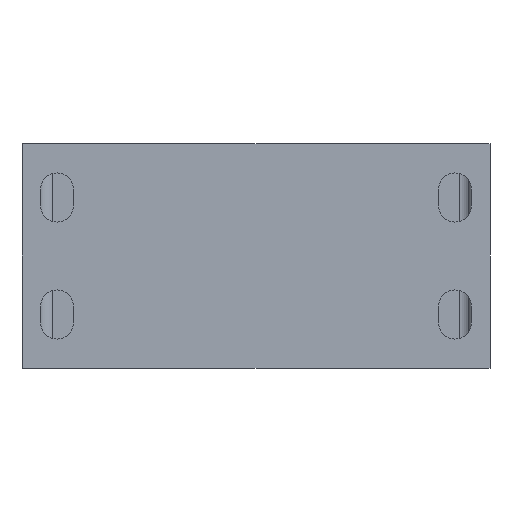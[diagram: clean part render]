
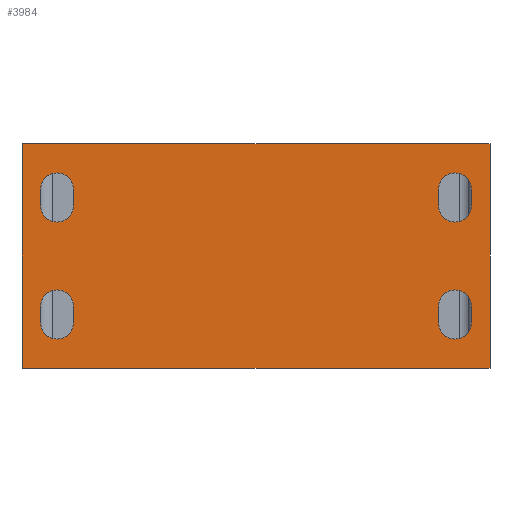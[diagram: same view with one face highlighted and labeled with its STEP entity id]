
A CAD part, front view. The second image highlights one B-rep face of the part: STEP entity #3984.
In plain terms, the highlighted planar face has unit normal (0, -1, 0).
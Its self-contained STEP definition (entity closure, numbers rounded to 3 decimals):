
#123=DIRECTION('',(1.,0.,0.));
#124=VECTOR('',#123,100.);
#125=CARTESIAN_POINT('',(-50.,-30.,-24.));
#126=LINE('',#125,#124);
#267=DIRECTION('',(-1.,0.,0.));
#268=VECTOR('',#267,100.);
#269=CARTESIAN_POINT('',(50.,-30.,24.));
#270=LINE('',#269,#268);
#798=DIRECTION('',(0.,0.,-1.));
#799=VECTOR('',#798,48.);
#800=CARTESIAN_POINT('',(-50.,-30.,24.));
#801=LINE('',#800,#799);
#826=CARTESIAN_POINT('',(42.5,-30.,10.75));
#827=DIRECTION('',(0.,-1.,0.));
#828=DIRECTION('',(-1.,0.,0.));
#829=AXIS2_PLACEMENT_3D('',#826,#827,#828);
#831=DIRECTION('',(0.,0.,1.));
#832=VECTOR('',#831,3.5);
#833=CARTESIAN_POINT('',(46.,-30.,10.75));
#834=LINE('',#833,#832);
#835=CARTESIAN_POINT('',(42.5,-30.,14.25));
#836=DIRECTION('',(0.,-1.,0.));
#837=DIRECTION('',(1.,0.,0.));
#838=AXIS2_PLACEMENT_3D('',#835,#836,#837);
#840=DIRECTION('',(0.,0.,-1.));
#841=VECTOR('',#840,3.5);
#842=CARTESIAN_POINT('',(39.,-30.,14.25));
#843=LINE('',#842,#841);
#844=CARTESIAN_POINT('',(42.5,-30.,-10.75));
#845=DIRECTION('',(0.,-1.,0.));
#846=DIRECTION('',(1.,0.,0.));
#847=AXIS2_PLACEMENT_3D('',#844,#845,#846);
#849=DIRECTION('',(0.,0.,-1.));
#850=VECTOR('',#849,3.5);
#851=CARTESIAN_POINT('',(39.,-30.,-10.75));
#852=LINE('',#851,#850);
#853=CARTESIAN_POINT('',(42.5,-30.,-14.25));
#854=DIRECTION('',(0.,-1.,0.));
#855=DIRECTION('',(-1.,0.,0.));
#856=AXIS2_PLACEMENT_3D('',#853,#854,#855);
#858=DIRECTION('',(0.,0.,1.));
#859=VECTOR('',#858,3.5);
#860=CARTESIAN_POINT('',(46.,-30.,-14.25));
#861=LINE('',#860,#859);
#862=CARTESIAN_POINT('',(-42.5,-30.,10.75));
#863=DIRECTION('',(0.,-1.,0.));
#864=DIRECTION('',(-1.,0.,0.));
#865=AXIS2_PLACEMENT_3D('',#862,#863,#864);
#867=DIRECTION('',(0.,0.,1.));
#868=VECTOR('',#867,3.5);
#869=CARTESIAN_POINT('',(-39.,-30.,10.75));
#870=LINE('',#869,#868);
#871=CARTESIAN_POINT('',(-42.5,-30.,14.25));
#872=DIRECTION('',(0.,-1.,0.));
#873=DIRECTION('',(1.,0.,0.));
#874=AXIS2_PLACEMENT_3D('',#871,#872,#873);
#876=DIRECTION('',(0.,0.,-1.));
#877=VECTOR('',#876,3.5);
#878=CARTESIAN_POINT('',(-46.,-30.,14.25));
#879=LINE('',#878,#877);
#880=CARTESIAN_POINT('',(-42.5,-30.,-10.75));
#881=DIRECTION('',(0.,-1.,0.));
#882=DIRECTION('',(1.,0.,0.));
#883=AXIS2_PLACEMENT_3D('',#880,#881,#882);
#885=DIRECTION('',(0.,0.,-1.));
#886=VECTOR('',#885,3.5);
#887=CARTESIAN_POINT('',(-46.,-30.,-10.75));
#888=LINE('',#887,#886);
#889=CARTESIAN_POINT('',(-42.5,-30.,-14.25));
#890=DIRECTION('',(0.,-1.,0.));
#891=DIRECTION('',(-1.,0.,0.));
#892=AXIS2_PLACEMENT_3D('',#889,#890,#891);
#894=DIRECTION('',(0.,0.,1.));
#895=VECTOR('',#894,3.5);
#896=CARTESIAN_POINT('',(-39.,-30.,-14.25));
#897=LINE('',#896,#895);
#902=DIRECTION('',(0.,0.,1.));
#903=VECTOR('',#902,48.);
#904=CARTESIAN_POINT('',(50.,-30.,-24.));
#905=LINE('',#904,#903);
#2309=CARTESIAN_POINT('',(-50.,-30.,-24.));
#2310=VERTEX_POINT('',#2309);
#2311=CARTESIAN_POINT('',(50.,-30.,-24.));
#2312=VERTEX_POINT('',#2311);
#2591=CARTESIAN_POINT('',(50.,-30.,24.));
#2592=CARTESIAN_POINT('',(-50.,-30.,24.));
#2593=VERTEX_POINT('',#2591);
#2594=VERTEX_POINT('',#2592);
#2663=CARTESIAN_POINT('',(39.,-30.,10.75));
#2664=CARTESIAN_POINT('',(46.,-30.,10.75));
#2665=VERTEX_POINT('',#2663);
#2666=VERTEX_POINT('',#2664);
#2667=CARTESIAN_POINT('',(46.,-30.,14.25));
#2668=VERTEX_POINT('',#2667);
#2669=CARTESIAN_POINT('',(39.,-30.,14.25));
#2670=VERTEX_POINT('',#2669);
#2671=CARTESIAN_POINT('',(46.,-30.,-10.75));
#2672=CARTESIAN_POINT('',(39.,-30.,-10.75));
#2673=VERTEX_POINT('',#2671);
#2674=VERTEX_POINT('',#2672);
#2675=CARTESIAN_POINT('',(39.,-30.,-14.25));
#2676=VERTEX_POINT('',#2675);
#2677=CARTESIAN_POINT('',(46.,-30.,-14.25));
#2678=VERTEX_POINT('',#2677);
#2679=CARTESIAN_POINT('',(-46.,-30.,10.75));
#2680=CARTESIAN_POINT('',(-39.,-30.,10.75));
#2681=VERTEX_POINT('',#2679);
#2682=VERTEX_POINT('',#2680);
#2683=CARTESIAN_POINT('',(-39.,-30.,14.25));
#2684=VERTEX_POINT('',#2683);
#2685=CARTESIAN_POINT('',(-46.,-30.,14.25));
#2686=VERTEX_POINT('',#2685);
#2687=CARTESIAN_POINT('',(-39.,-30.,-10.75));
#2688=CARTESIAN_POINT('',(-46.,-30.,-10.75));
#2689=VERTEX_POINT('',#2687);
#2690=VERTEX_POINT('',#2688);
#2691=CARTESIAN_POINT('',(-46.,-30.,-14.25));
#2692=VERTEX_POINT('',#2691);
#2693=CARTESIAN_POINT('',(-39.,-30.,-14.25));
#2694=VERTEX_POINT('',#2693);
#3932=CARTESIAN_POINT('',(0.,-30.,0.));
#3933=DIRECTION('',(0.,1.,0.));
#3934=DIRECTION('',(1.,0.,0.));
#3935=AXIS2_PLACEMENT_3D('',#3932,#3933,#3934);
#3936=PLANE('',#3935);
#3937=ORIENTED_EDGE('',*,*,#2960,.F.);
#3938=ORIENTED_EDGE('',*,*,#3883,.F.);
#3939=ORIENTED_EDGE('',*,*,#3096,.F.);
#3941=ORIENTED_EDGE('',*,*,#3940,.F.);
#3942=EDGE_LOOP('',(#3937,#3938,#3939,#3941));
#3943=FACE_OUTER_BOUND('',#3942,.F.);
#3945=ORIENTED_EDGE('',*,*,#3944,.T.);
#3947=ORIENTED_EDGE('',*,*,#3946,.T.);
#3949=ORIENTED_EDGE('',*,*,#3948,.T.);
#3951=ORIENTED_EDGE('',*,*,#3950,.T.);
#3952=EDGE_LOOP('',(#3945,#3947,#3949,#3951));
#3953=FACE_BOUND('',#3952,.F.);
#3955=ORIENTED_EDGE('',*,*,#3954,.T.);
#3957=ORIENTED_EDGE('',*,*,#3956,.T.);
#3959=ORIENTED_EDGE('',*,*,#3958,.T.);
#3961=ORIENTED_EDGE('',*,*,#3960,.T.);
#3962=EDGE_LOOP('',(#3955,#3957,#3959,#3961));
#3963=FACE_BOUND('',#3962,.F.);
#3965=ORIENTED_EDGE('',*,*,#3964,.T.);
#3967=ORIENTED_EDGE('',*,*,#3966,.T.);
#3969=ORIENTED_EDGE('',*,*,#3968,.T.);
#3971=ORIENTED_EDGE('',*,*,#3970,.T.);
#3972=EDGE_LOOP('',(#3965,#3967,#3969,#3971));
#3973=FACE_BOUND('',#3972,.F.);
#3975=ORIENTED_EDGE('',*,*,#3974,.T.);
#3977=ORIENTED_EDGE('',*,*,#3976,.T.);
#3979=ORIENTED_EDGE('',*,*,#3978,.T.);
#3981=ORIENTED_EDGE('',*,*,#3980,.T.);
#3982=EDGE_LOOP('',(#3975,#3977,#3979,#3981));
#3983=FACE_BOUND('',#3982,.F.);
#830=CIRCLE('',#829,3.5);
#839=CIRCLE('',#838,3.5);
#848=CIRCLE('',#847,3.5);
#857=CIRCLE('',#856,3.5);
#866=CIRCLE('',#865,3.5);
#875=CIRCLE('',#874,3.5);
#884=CIRCLE('',#883,3.5);
#893=CIRCLE('',#892,3.5);
#2960=EDGE_CURVE('',#2310,#2312,#126,.T.);
#3096=EDGE_CURVE('',#2593,#2594,#270,.T.);
#3883=EDGE_CURVE('',#2594,#2310,#801,.T.);
#3940=EDGE_CURVE('',#2312,#2593,#905,.T.);
#3944=EDGE_CURVE('',#2665,#2666,#830,.T.);
#3946=EDGE_CURVE('',#2666,#2668,#834,.T.);
#3948=EDGE_CURVE('',#2668,#2670,#839,.T.);
#3950=EDGE_CURVE('',#2670,#2665,#843,.T.);
#3954=EDGE_CURVE('',#2673,#2674,#848,.T.);
#3956=EDGE_CURVE('',#2674,#2676,#852,.T.);
#3958=EDGE_CURVE('',#2676,#2678,#857,.T.);
#3960=EDGE_CURVE('',#2678,#2673,#861,.T.);
#3964=EDGE_CURVE('',#2681,#2682,#866,.T.);
#3966=EDGE_CURVE('',#2682,#2684,#870,.T.);
#3968=EDGE_CURVE('',#2684,#2686,#875,.T.);
#3970=EDGE_CURVE('',#2686,#2681,#879,.T.);
#3974=EDGE_CURVE('',#2689,#2690,#884,.T.);
#3976=EDGE_CURVE('',#2690,#2692,#888,.T.);
#3978=EDGE_CURVE('',#2692,#2694,#893,.T.);
#3980=EDGE_CURVE('',#2694,#2689,#897,.T.);
#3984=ADVANCED_FACE('',(#3943,#3953,#3963,#3973,#3983),#3936,.F.);
